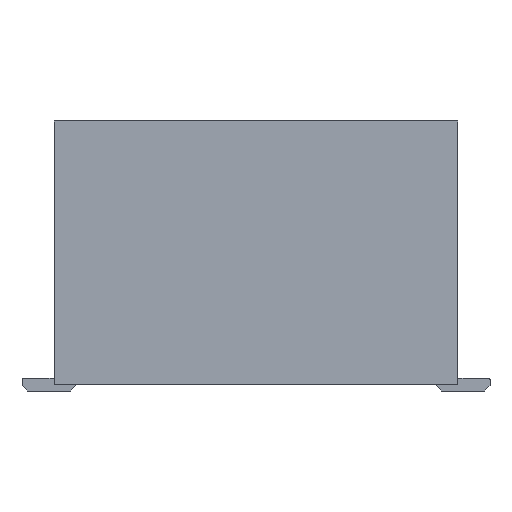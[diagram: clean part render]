
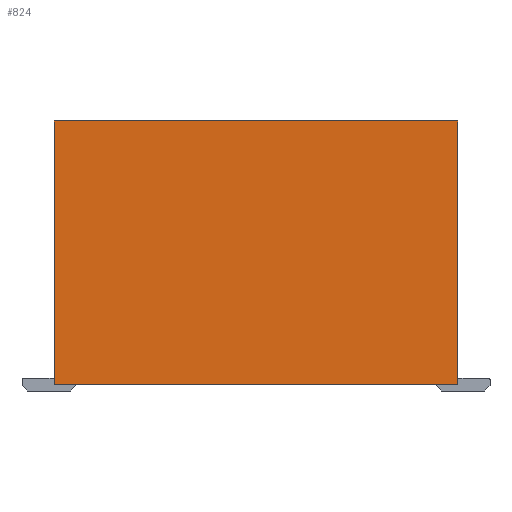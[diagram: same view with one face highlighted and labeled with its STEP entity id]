
A CAD part, left-side view. The second image highlights one B-rep face of the part: STEP entity #824.
In plain terms, the highlighted planar face has unit normal (-1, 0, 0).
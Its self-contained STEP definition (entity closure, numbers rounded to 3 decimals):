
#824=ADVANCED_FACE('',(#13579),#13581,.T.);
#13579=FACE_BOUND('',#13580,.T.);
#13580=EDGE_LOOP('',(#24012,#24013,#24014,#24015));
#13581=PLANE('',#13582);
#13582=AXIS2_PLACEMENT_3D('',#13583,#13584,#13585);
#13583=CARTESIAN_POINT('',(-3.3,1.57,0.05));
#13584=DIRECTION('',(-1.,0.,0.));
#13585=DIRECTION('',(0.,-1.,0.));
#24012=ORIENTED_EDGE('',*,*,#32327,.T.);
#24013=ORIENTED_EDGE('',*,*,#32339,.T.);
#24014=ORIENTED_EDGE('',*,*,#32340,.F.);
#24015=ORIENTED_EDGE('',*,*,#31768,.F.);
#31768=EDGE_CURVE('',#36118,#36120,#36121,.T.);
#32327=EDGE_CURVE('',#36118,#37156,#37158,.T.);
#32339=EDGE_CURVE('',#37156,#37170,#37171,.T.);
#32340=EDGE_CURVE('',#36120,#37170,#37172,.T.);
#36118=VERTEX_POINT('',#43378);
#36120=VERTEX_POINT('',#43382);
#36121=LINE('',#43383,#43384);
#37156=VERTEX_POINT('',#45574);
#37158=LINE('',#45578,#45579);
#37170=VERTEX_POINT('',#45614);
#37171=LINE('',#45615,#45616);
#37172=LINE('',#45618,#45619);
#43378=CARTESIAN_POINT('',(-3.3,1.57,0.05));
#43382=CARTESIAN_POINT('',(-3.3,1.57,2.1));
#43383=CARTESIAN_POINT('',(-3.3,1.57,0.05));
#43384=VECTOR('',#43385,1.);
#43385=DIRECTION('',(0.,0.,1.));
#45574=CARTESIAN_POINT('',(-3.3,-1.57,0.05));
#45578=CARTESIAN_POINT('',(-3.3,1.57,0.05));
#45579=VECTOR('',#45580,1.);
#45580=DIRECTION('',(0.,-1.,0.));
#45614=CARTESIAN_POINT('',(-3.3,-1.57,2.1));
#45615=CARTESIAN_POINT('',(-3.3,-1.57,0.05));
#45616=VECTOR('',#45617,1.);
#45617=DIRECTION('',(0.,0.,1.));
#45618=CARTESIAN_POINT('',(-3.3,1.57,2.1));
#45619=VECTOR('',#45620,1.);
#45620=DIRECTION('',(0.,-1.,0.));
